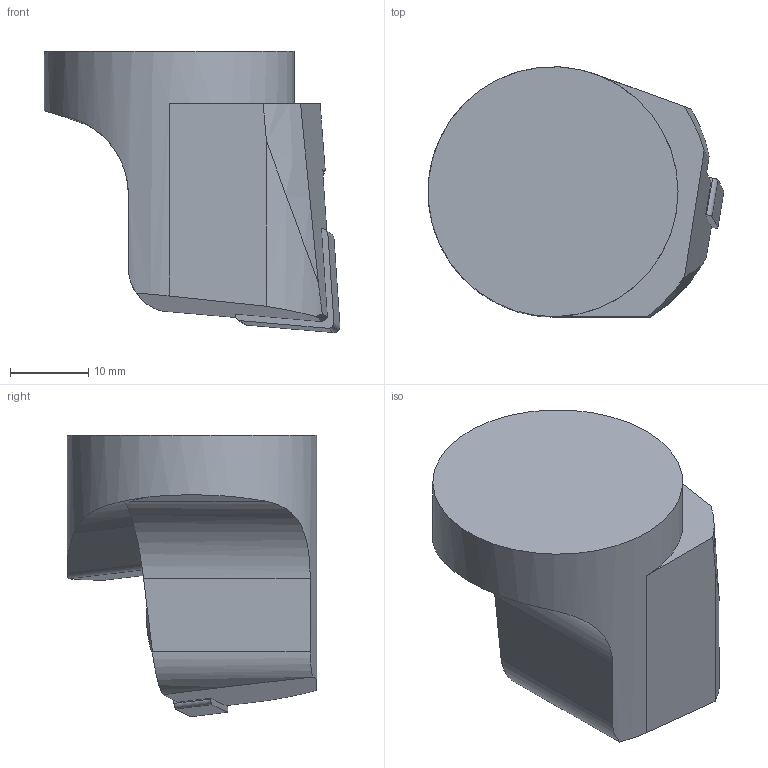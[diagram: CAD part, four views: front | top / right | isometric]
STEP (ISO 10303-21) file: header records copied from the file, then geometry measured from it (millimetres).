
FILE_DESCRIPTION(/* description */ (''),/* implementation_level */ '2;1');
FILE_NAME(/* name */ '1642156440381.stp',/* time_stamp */ '2022-01-14T16:04:24+06:00',/* author */ (''),/* organization */ ('SMS'),/* preprocessor_version */ 'ST-DEVELOPER v16.7',/* originating_system */ 'SIEMENS PLM Software NX 12.0',/* authorisation */ '');
FILE_SCHEMA (('AUTOMOTIVE_DESIGN { 1 0 10303 214 3 1 1 1 }'));
Length unit declared in the file: millimetre
Products named in the file (4): ASSEMBLY_CONSTRUCTION; 201665183mod000_01; IsoTurningInsert; 201665174mod000_01
Assembly tree (3 placements, depth 2):
  201665174mod000_01
    IsoTurningInsert
    201665183mod000_01
    ASSEMBLY_CONSTRUCTION
Bounding box: 37.87 x 31.98 x 36 mm (x, y, z)
Volume: 20889.9 mm3; surface area: 5475.4 mm2
Topology: 2 solids, 2 shells, 40 faces, 105 edges, 79 vertices
Faces by surface type: plane 23, cylinder 14, cone 3
Full cylindrical faces by diameter (mm): 5.156 x2, 32 x1
Entity records: 1499 total; most frequent: CARTESIAN_POINT 328, DIRECTION 227, ORIENTED_EDGE 194, EDGE_CURVE 97, AXIS2_PLACEMENT_3D 88, VERTEX_POINT 67, LINE 51, VECTOR 51
